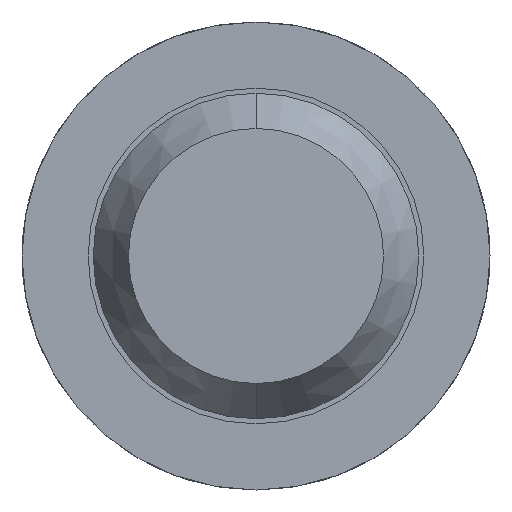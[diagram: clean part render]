
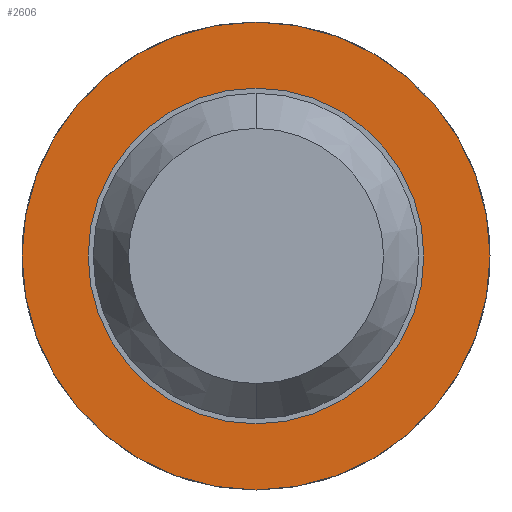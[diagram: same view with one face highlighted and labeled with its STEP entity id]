
A CAD part, front view. The second image highlights one B-rep face of the part: STEP entity #2606.
In plain terms, the highlighted planar face has unit normal (0, -1, 0).
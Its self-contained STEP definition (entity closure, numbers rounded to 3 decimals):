
#27 = AXIS2_PLACEMENT_3D ( 'NONE', #3490, #4587, #3872 ) ;
#38 = ORIENTED_EDGE ( 'NONE', *, *, #1444, .F. ) ;
#91 = CARTESIAN_POINT ( 'NONE',  ( 0., -1.7, -0.825 ) ) ;
#486 = CIRCLE ( 'NONE', #1902, 1.15 ) ;
#598 = CIRCLE ( 'NONE', #3047, 1.15 ) ;
#759 = DIRECTION ( 'NONE',  ( 0., 0., 1. ) ) ;
#764 = ORIENTED_EDGE ( 'NONE', *, *, #4362, .T. ) ;
#786 = FACE_OUTER_BOUND ( 'NONE', #2725, .T. ) ;
#851 = DIRECTION ( 'NONE',  ( 0., 1., 0. ) ) ;
#1048 = VERTEX_POINT ( 'NONE', #4167 ) ;
#1051 = AXIS2_PLACEMENT_3D ( 'NONE', #3065, #1988, #3441 ) ;
#1150 = EDGE_CURVE ( 'Defeature ausgef�hrt3_14+Defeature ausgef�hrt3_13+Defeature ausgef�hrt3_13+Defeature ausgef�hrt3_13', #2832, #1316, #2994, .T. ) ;
#1179 = CARTESIAN_POINT ( 'NONE',  ( 0., -1.7, 0. ) ) ;
#1211 = DIRECTION ( 'NONE',  ( 0., 0., 1. ) ) ;
#1222 = CARTESIAN_POINT ( 'NONE',  ( 0., -1.7, 0. ) ) ;
#1316 = VERTEX_POINT ( 'NONE', #4810 ) ;
#1444 = EDGE_CURVE ( 'Defeature ausgef�hrt3_10+Defeature ausgef�hrt3_14+Defeature ausgef�hrt3_14+Defeature ausgef�hrt3_14', #3741, #1048, #486, .T. ) ;
#1577 = DIRECTION ( 'NONE',  ( 0., 1., 0. ) ) ;
#1588 = PLANE ( 'NONE',  #27 ) ;
#1613 = EDGE_CURVE ( 'Defeature ausgef�hrt3_10+Defeature ausgef�hrt3_14+Defeature ausgef�hrt3_14+Defeature ausgef�hrt3_14', #1048, #3741, #598, .T. ) ;
#1643 = FACE_BOUND ( 'NONE', #3783, .T. ) ;
#1902 = AXIS2_PLACEMENT_3D ( 'NONE', #3816, #1577, #3459 ) ;
#1988 = DIRECTION ( 'NONE',  ( 0., 1., 0. ) ) ;
#2349 = AXIS2_PLACEMENT_3D ( 'NONE', #1222, #851, #1211 ) ;
#2606 = ADVANCED_FACE ( 'Defeature ausgef�hrt3_14', ( #786, #1643 ), #1588, .F. ) ;
#2725 = EDGE_LOOP ( 'NONE', ( #2779, #38 ) ) ;
#2779 = ORIENTED_EDGE ( 'NONE', *, *, #1613, .F. ) ;
#2832 = VERTEX_POINT ( 'NONE', #91 ) ;
#2838 = CARTESIAN_POINT ( 'NONE',  ( 0., -1.7, -1.15 ) ) ;
#2982 = DIRECTION ( 'NONE',  ( 0., 1., 0. ) ) ;
#2994 = CIRCLE ( 'NONE', #1051, 0.825 ) ;
#3047 = AXIS2_PLACEMENT_3D ( 'NONE', #1179, #2982, #759 ) ;
#3065 = CARTESIAN_POINT ( 'NONE',  ( 0., -1.7, 0. ) ) ;
#3441 = DIRECTION ( 'NONE',  ( 0., 0., 1. ) ) ;
#3459 = DIRECTION ( 'NONE',  ( 0., 0., 1. ) ) ;
#3490 = CARTESIAN_POINT ( 'NONE',  ( 0.825, -1.7, 0. ) ) ;
#3741 = VERTEX_POINT ( 'NONE', #2838 ) ;
#3783 = EDGE_LOOP ( 'NONE', ( #764, #3873 ) ) ;
#3816 = CARTESIAN_POINT ( 'NONE',  ( 0., -1.7, 0. ) ) ;
#3872 = DIRECTION ( 'NONE',  ( 0., 0., 1. ) ) ;
#3873 = ORIENTED_EDGE ( 'NONE', *, *, #1150, .T. ) ;
#4167 = CARTESIAN_POINT ( 'NONE',  ( 0., -1.7, 1.15 ) ) ;
#4362 = EDGE_CURVE ( 'Defeature ausgef�hrt3_14+Defeature ausgef�hrt3_13+Defeature ausgef�hrt3_13+Defeature ausgef�hrt3_13', #1316, #2832, #4744, .T. ) ;
#4587 = DIRECTION ( 'NONE',  ( 0., 1., 0. ) ) ;
#4744 = CIRCLE ( 'NONE', #2349, 0.825 ) ;
#4810 = CARTESIAN_POINT ( 'NONE',  ( 0., -1.7, 0.825 ) ) ;
